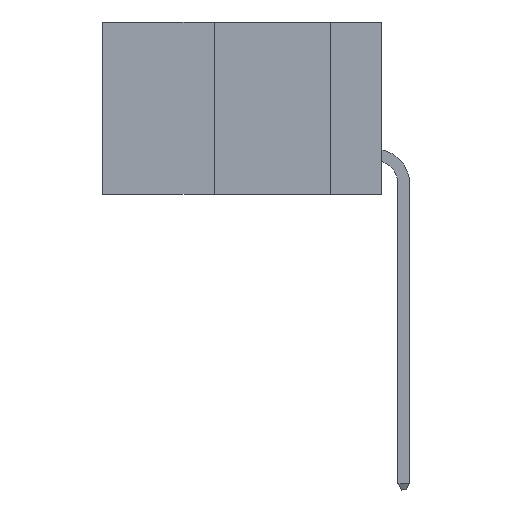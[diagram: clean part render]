
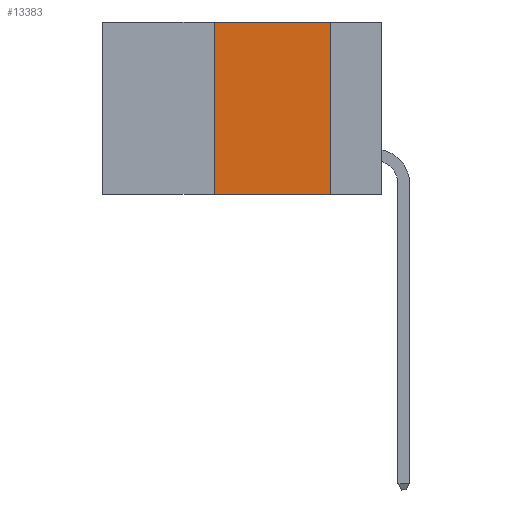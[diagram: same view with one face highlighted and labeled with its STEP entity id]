
A CAD part, left-side view. The second image highlights one B-rep face of the part: STEP entity #13383.
In plain terms, the highlighted planar face has unit normal (-1, 0, 0).
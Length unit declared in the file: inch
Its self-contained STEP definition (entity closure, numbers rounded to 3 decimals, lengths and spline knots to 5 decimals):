
#1426 = CARTESIAN_POINT ( 'NONE',  ( 0., 0.6, -0.37 ) ) ;
#1723 = LINE ( 'NONE', #11085, #3051 ) ;
#2165 = CARTESIAN_POINT ( 'NONE',  ( 0., 0.6, 0. ) ) ;
#2439 = EDGE_CURVE ( 'NONE', #14566, #15967, #1723, .T. ) ;
#3051 = VECTOR ( 'NONE', #3968, 39.37008 ) ;
#3753 = ORIENTED_EDGE ( 'NONE', *, *, #5206, .F. ) ;
#3968 = DIRECTION ( 'NONE',  ( 0., 0., -1. ) ) ;
#4215 = LINE ( 'NONE', #4947, #10347 ) ;
#4443 = AXIS2_PLACEMENT_3D ( 'NONE', #2165, #16270, #14815 ) ;
#4947 = CARTESIAN_POINT ( 'NONE',  ( 0., 0.6, 0. ) ) ;
#5206 = EDGE_CURVE ( 'NONE', #8987, #10868, #16652, .T. ) ;
#6021 = DIRECTION ( 'NONE',  ( 0., 0., 1. ) ) ;
#6436 = ORIENTED_EDGE ( 'NONE', *, *, #13079, .T. ) ;
#6445 = CARTESIAN_POINT ( 'NONE',  ( 0., 0.11, 0. ) ) ;
#6510 = DIRECTION ( 'NONE',  ( 0., -1., 0. ) ) ;
#7426 = CARTESIAN_POINT ( 'NONE',  ( 0., 0.36, 0. ) ) ;
#7531 = FACE_OUTER_BOUND ( 'NONE', #10621, .T. ) ;
#8987 = VERTEX_POINT ( 'NONE', #13444 ) ;
#9706 = ORIENTED_EDGE ( 'NONE', *, *, #2439, .F. ) ;
#10300 = CARTESIAN_POINT ( 'NONE',  ( 0., 0.36, 0. ) ) ;
#10347 = VECTOR ( 'NONE', #6510, 39.37008 ) ;
#10621 = EDGE_LOOP ( 'NONE', ( #9706, #12795, #3753, #6436 ) ) ;
#10868 = VERTEX_POINT ( 'NONE', #10300 ) ;
#11085 = CARTESIAN_POINT ( 'NONE',  ( 0., 0.11, 0. ) ) ;
#11152 = DIRECTION ( 'NONE',  ( 0., -1., 0. ) ) ;
#11742 = VECTOR ( 'NONE', #11152, 39.37008 ) ;
#12249 = PLANE ( 'NONE',  #4443 ) ;
#12795 = ORIENTED_EDGE ( 'NONE', *, *, #14569, .F. ) ;
#13079 = EDGE_CURVE ( 'NONE', #8987, #15967, #15485, .T. ) ;
#13383 = ADVANCED_FACE ( 'NONE', ( #7531 ), #12249, .F. ) ;
#13444 = CARTESIAN_POINT ( 'NONE',  ( 0., 0.36, -0.37 ) ) ;
#14566 = VERTEX_POINT ( 'NONE', #6445 ) ;
#14569 = EDGE_CURVE ( 'NONE', #10868, #14566, #4215, .T. ) ;
#14815 = DIRECTION ( 'NONE',  ( 0., 0., -1. ) ) ;
#15485 = LINE ( 'NONE', #1426, #11742 ) ;
#15967 = VERTEX_POINT ( 'NONE', #16227 ) ;
#16210 = VECTOR ( 'NONE', #6021, 39.37008 ) ;
#16227 = CARTESIAN_POINT ( 'NONE',  ( 0., 0.11, -0.37 ) ) ;
#16270 = DIRECTION ( 'NONE',  ( 1., 0., 0. ) ) ;
#16652 = LINE ( 'NONE', #7426, #16210 ) ;
